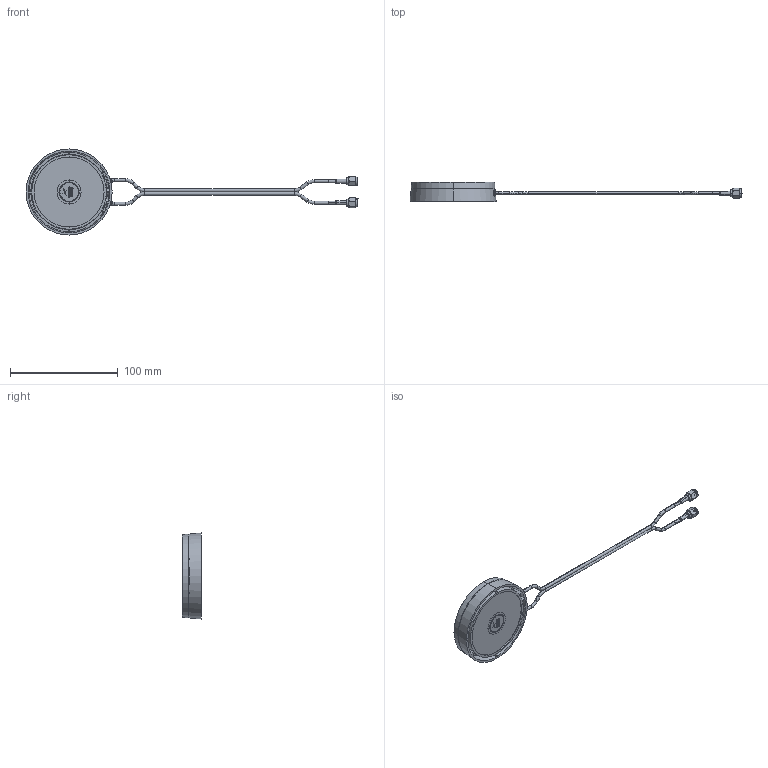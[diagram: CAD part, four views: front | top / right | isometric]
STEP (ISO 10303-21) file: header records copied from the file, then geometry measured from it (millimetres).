
FILE_DESCRIPTION (( 'STEP AP214' ), '1' );
FILE_NAME ('MA322.A.001 _Web.STEP', '2023-10-02T08:12:07', ( '' ), ( '' ), 'SwSTEP 2.0', 'SolidWorks 2022', '' );
FILE_SCHEMA (( 'AUTOMOTIVE_DESIGN' ));
Length unit declared in the file: millimetre
Products named in the file (1): MA322.A.001 _Web
Bounding box: 307.95 x 18.41 x 79.89 mm (x, y, z)
Surface area: 24946.3 mm2 (no closed solid volume)
Topology: 0 solids, 44 shells, 334 faces, 2846 edges, 2555 vertices
Faces by surface type: cylinder 100, plane 99, cone 62, torus 49, bspline 24
Entity records: 38490 total; most frequent: CARTESIAN_POINT 17526, ORIENTED_EDGE 3411, EDGE_CURVE 2846, VERTEX_POINT 2555, DIRECTION 2323, B_SPLINE_CURVE_WITH_KNOTS 1416, VECTOR 1085, LINE 1085
